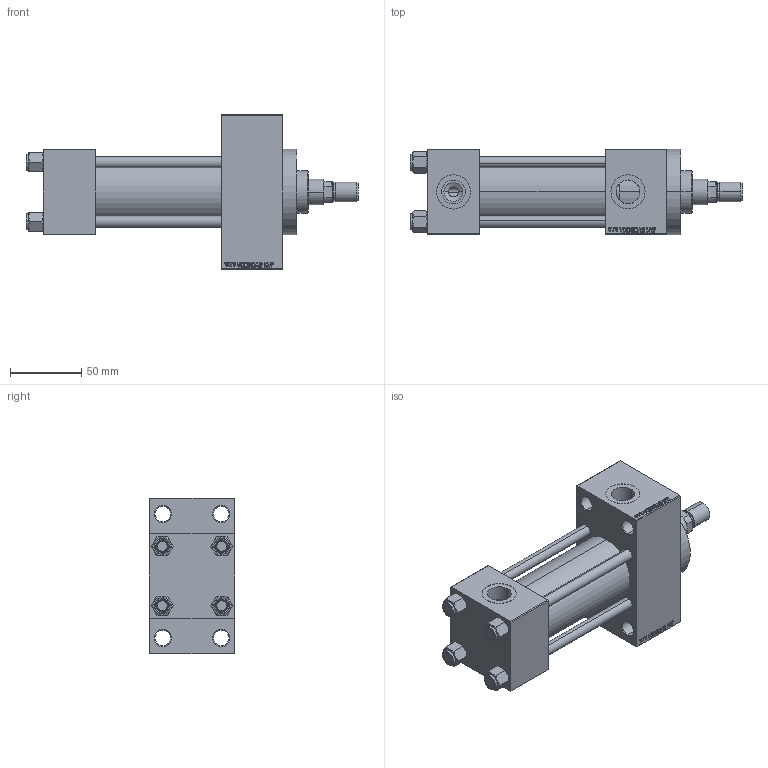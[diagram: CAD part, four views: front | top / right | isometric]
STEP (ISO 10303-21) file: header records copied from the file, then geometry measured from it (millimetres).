
FILE_DESCRIPTION (( 'STEP AP203' ), '1' );
FILE_NAME ('f32e.STEP', '2022-04-16T06:15:08', ( '' ), ( '' ), 'SwSTEP 2.0', 'SolidWorks 2019', '' );
FILE_SCHEMA (( 'CONFIG_CONTROL_DESIGN' ));
Length unit declared in the file: millimetre
Products named in the file (7): NUT_M5_D a6e50366623f4e555be52c1e5afb252e; V215CR_VCP_D a6e50366623f4e555be52c1e5afb252e; ROD_END_AH a6e50366623f4e555be52c1e5afb252e; V215CR_D_Body a6e50366623f4e555be52c1e5afb252e; V215_VC_A a6e50366623f4e555be52c1e5afb252e; f32e; V215CR_D_TYCINKA a6e50366623f4e555be52c1e5afb252e
Assembly tree (12 placements, depth 2):
  f32e
    V215CR_D_Body a6e50366623f4e555be52c1e5afb252e
    V215CR_VCP_D a6e50366623f4e555be52c1e5afb252e
    NUT_M5_D a6e50366623f4e555be52c1e5afb252e  x4
    V215CR_D_TYCINKA a6e50366623f4e555be52c1e5afb252e  x4
    V215_VC_A a6e50366623f4e555be52c1e5afb252e
    ROD_END_AH a6e50366623f4e555be52c1e5afb252e
Bounding box: 233 x 60 x 109 mm (x, y, z)
Volume: 540806.8 mm3; surface area: 136447.5 mm2
Topology: 12 solids, 12 shells, 1126 faces, 2797 edges, 1809 vertices
Faces by surface type: plane 504, bspline 368, cone 148, cylinder 96, torus 10
Entity records: 47918 total; most frequent: CARTESIAN_POINT 25166, ORIENTED_EDGE 5086, DIRECTION 3315, EDGE_CURVE 2543, VERTEX_POINT 1665, LINE 1519, VECTOR 1519, EDGE_LOOP 1140
